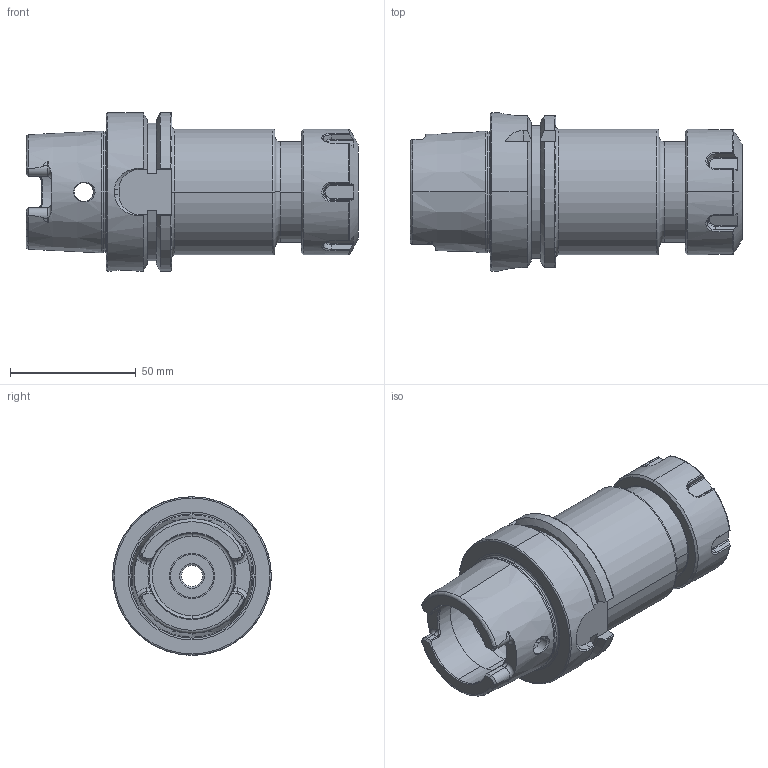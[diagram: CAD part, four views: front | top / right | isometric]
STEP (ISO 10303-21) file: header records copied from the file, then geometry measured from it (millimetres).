
FILE_DESCRIPTION((''),'2;1');
FILE_NAME('HSK63A-ER32-100_ASM','2020-02-28T',('MYPC'),(''),'PRO/ENGINEER BY PARAMETRIC TECHNOLOGY CORPORATION, 2012130','PRO/ENGINEER BY PARAMETRIC TECHNOLOGY CORPORATION, 2012130','');
FILE_SCHEMA(('CONFIG_CONTROL_DESIGN'));
Length unit declared in the file: millimetre
Products named in the file (3): HSK63A-ER32-100; ER32NUT_3D_20140326; HSK63A-ER32-100_ASM
Assembly tree (2 placements, depth 2):
  HSK63A-ER32-100_ASM
    HSK63A-ER32-100
    ER32NUT_3D_20140326
Bounding box: 132 x 63 x 63 mm (x, y, z)
Volume: 182034.7 mm3; surface area: 45734.4 mm2
Topology: 2 solids, 5 shells, 281 faces, 696 edges, 427 vertices
Faces by surface type: plane 92, cylinder 81, cone 59, torus 39, bspline 10
Entity records: 9778 total; most frequent: CARTESIAN_POINT 3133, ORIENTED_EDGE 1376, DIRECTION 1372, EDGE_CURVE 694, AXIS2_PLACEMENT_3D 543, VERTEX_POINT 427, EDGE_LOOP 299, VECTOR 286
